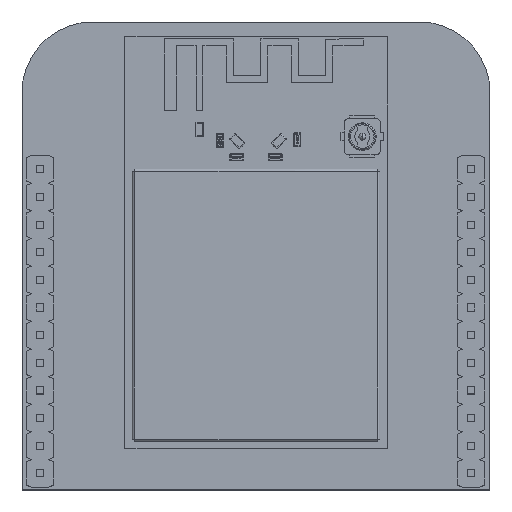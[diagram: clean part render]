
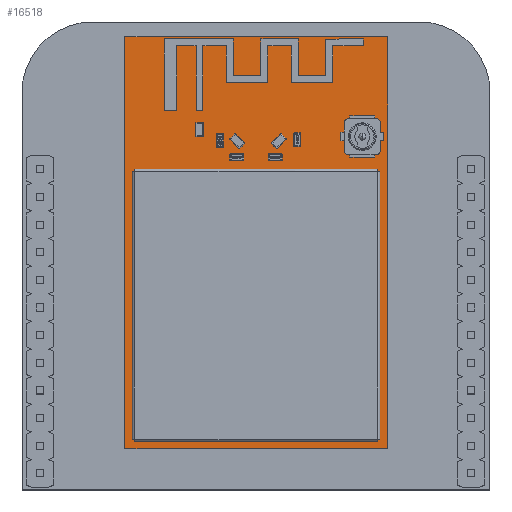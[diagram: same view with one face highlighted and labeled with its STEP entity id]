
A CAD part, top view. The second image highlights one B-rep face of the part: STEP entity #16518.
In plain terms, the highlighted planar face has unit normal (0, 0, 1).
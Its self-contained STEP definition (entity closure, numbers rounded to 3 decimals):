
#16224 = PLANE('',#16225);
#16225 = AXIS2_PLACEMENT_3D('',#16226,#16227,#16228);
#16226 = CARTESIAN_POINT('',(0.,29.8,0.));
#16227 = DIRECTION('',(1.,0.,0.));
#16228 = DIRECTION('',(0.,0.,-1.));
#16252 = PLANE('',#16253);
#16253 = AXIS2_PLACEMENT_3D('',#16254,#16255,#16256);
#16254 = CARTESIAN_POINT('',(19.,29.8,0.));
#16255 = DIRECTION('',(0.,-1.,0.));
#16256 = DIRECTION('',(0.,0.,-1.));
#16280 = PLANE('',#16281);
#16281 = AXIS2_PLACEMENT_3D('',#16282,#16283,#16284);
#16282 = CARTESIAN_POINT('',(19.,0.,0.));
#16283 = DIRECTION('',(-1.,0.,0.));
#16284 = DIRECTION('',(0.,0.,1.));
#16306 = PLANE('',#16307);
#16307 = AXIS2_PLACEMENT_3D('',#16308,#16309,#16310);
#16308 = CARTESIAN_POINT('',(0.,0.,0.));
#16309 = DIRECTION('',(0.,1.,0.));
#16310 = DIRECTION('',(0.,0.,1.));
#16321 = EDGE_CURVE('',#16322,#16324,#16326,.T.);
#16322 = VERTEX_POINT('',#16323);
#16323 = CARTESIAN_POINT('',(19.,29.8,1.273));
#16324 = VERTEX_POINT('',#16325);
#16325 = CARTESIAN_POINT('',(0.,29.8,1.273));
#16326 = SURFACE_CURVE('',#16327,(#16331,#16338),.PCURVE_S1.);
#16327 = LINE('',#16328,#16329);
#16328 = CARTESIAN_POINT('',(19.,29.8,1.273));
#16329 = VECTOR('',#16330,1.);
#16330 = DIRECTION('',(-1.,0.,0.));
#16331 = PCURVE('',#16252,#16332);
#16332 = DEFINITIONAL_REPRESENTATION('',(#16333),#16337);
#16333 = LINE('',#16334,#16335);
#16334 = CARTESIAN_POINT('',(-1.273,0.));
#16335 = VECTOR('',#16336,1.);
#16336 = DIRECTION('',(0.,-1.));
#16337 = ( GEOMETRIC_REPRESENTATION_CONTEXT(2) 
PARAMETRIC_REPRESENTATION_CONTEXT() REPRESENTATION_CONTEXT('2D SPACE',''
  ) );
#16338 = PCURVE('',#16339,#16344);
#16339 = PLANE('',#16340);
#16340 = AXIS2_PLACEMENT_3D('',#16341,#16342,#16343);
#16341 = CARTESIAN_POINT('',(0.,0.,1.273));
#16342 = DIRECTION('',(0.,0.,-1.));
#16343 = DIRECTION('',(-1.,0.,0.));
#16344 = DEFINITIONAL_REPRESENTATION('',(#16345),#16349);
#16345 = LINE('',#16346,#16347);
#16346 = CARTESIAN_POINT('',(-19.,29.8));
#16347 = VECTOR('',#16348,1.);
#16348 = DIRECTION('',(1.,0.));
#16349 = ( GEOMETRIC_REPRESENTATION_CONTEXT(2) 
PARAMETRIC_REPRESENTATION_CONTEXT() REPRESENTATION_CONTEXT('2D SPACE',''
  ) );
#16397 = EDGE_CURVE('',#16324,#16398,#16400,.T.);
#16398 = VERTEX_POINT('',#16399);
#16399 = CARTESIAN_POINT('',(0.,0.,1.273));
#16400 = SURFACE_CURVE('',#16401,(#16405,#16412),.PCURVE_S1.);
#16401 = LINE('',#16402,#16403);
#16402 = CARTESIAN_POINT('',(0.,29.8,1.273));
#16403 = VECTOR('',#16404,1.);
#16404 = DIRECTION('',(0.,-1.,0.));
#16405 = PCURVE('',#16224,#16406);
#16406 = DEFINITIONAL_REPRESENTATION('',(#16407),#16411);
#16407 = LINE('',#16408,#16409);
#16408 = CARTESIAN_POINT('',(-1.273,0.));
#16409 = VECTOR('',#16410,1.);
#16410 = DIRECTION('',(0.,-1.));
#16411 = ( GEOMETRIC_REPRESENTATION_CONTEXT(2) 
PARAMETRIC_REPRESENTATION_CONTEXT() REPRESENTATION_CONTEXT('2D SPACE',''
  ) );
#16412 = PCURVE('',#16339,#16413);
#16413 = DEFINITIONAL_REPRESENTATION('',(#16414),#16418);
#16414 = LINE('',#16415,#16416);
#16415 = CARTESIAN_POINT('',(0.,29.8));
#16416 = VECTOR('',#16417,1.);
#16417 = DIRECTION('',(0.,-1.));
#16418 = ( GEOMETRIC_REPRESENTATION_CONTEXT(2) 
PARAMETRIC_REPRESENTATION_CONTEXT() REPRESENTATION_CONTEXT('2D SPACE',''
  ) );
#16446 = EDGE_CURVE('',#16398,#16447,#16449,.T.);
#16447 = VERTEX_POINT('',#16448);
#16448 = CARTESIAN_POINT('',(19.,0.,1.273));
#16449 = SURFACE_CURVE('',#16450,(#16454,#16461),.PCURVE_S1.);
#16450 = LINE('',#16451,#16452);
#16451 = CARTESIAN_POINT('',(0.,0.,1.273));
#16452 = VECTOR('',#16453,1.);
#16453 = DIRECTION('',(1.,0.,0.));
#16454 = PCURVE('',#16306,#16455);
#16455 = DEFINITIONAL_REPRESENTATION('',(#16456),#16460);
#16456 = LINE('',#16457,#16458);
#16457 = CARTESIAN_POINT('',(1.273,0.));
#16458 = VECTOR('',#16459,1.);
#16459 = DIRECTION('',(0.,1.));
#16460 = ( GEOMETRIC_REPRESENTATION_CONTEXT(2) 
PARAMETRIC_REPRESENTATION_CONTEXT() REPRESENTATION_CONTEXT('2D SPACE',''
  ) );
#16461 = PCURVE('',#16339,#16462);
#16462 = DEFINITIONAL_REPRESENTATION('',(#16463),#16467);
#16463 = LINE('',#16464,#16465);
#16464 = CARTESIAN_POINT('',(0.,0.));
#16465 = VECTOR('',#16466,1.);
#16466 = DIRECTION('',(-1.,0.));
#16467 = ( GEOMETRIC_REPRESENTATION_CONTEXT(2) 
PARAMETRIC_REPRESENTATION_CONTEXT() REPRESENTATION_CONTEXT('2D SPACE',''
  ) );
#16495 = EDGE_CURVE('',#16447,#16322,#16496,.T.);
#16496 = SURFACE_CURVE('',#16497,(#16501,#16508),.PCURVE_S1.);
#16497 = LINE('',#16498,#16499);
#16498 = CARTESIAN_POINT('',(19.,0.,1.273));
#16499 = VECTOR('',#16500,1.);
#16500 = DIRECTION('',(0.,1.,0.));
#16501 = PCURVE('',#16280,#16502);
#16502 = DEFINITIONAL_REPRESENTATION('',(#16503),#16507);
#16503 = LINE('',#16504,#16505);
#16504 = CARTESIAN_POINT('',(1.273,0.));
#16505 = VECTOR('',#16506,1.);
#16506 = DIRECTION('',(0.,1.));
#16507 = ( GEOMETRIC_REPRESENTATION_CONTEXT(2) 
PARAMETRIC_REPRESENTATION_CONTEXT() REPRESENTATION_CONTEXT('2D SPACE',''
  ) );
#16508 = PCURVE('',#16339,#16509);
#16509 = DEFINITIONAL_REPRESENTATION('',(#16510),#16514);
#16510 = LINE('',#16511,#16512);
#16511 = CARTESIAN_POINT('',(-19.,0.));
#16512 = VECTOR('',#16513,1.);
#16513 = DIRECTION('',(0.,1.));
#16514 = ( GEOMETRIC_REPRESENTATION_CONTEXT(2) 
PARAMETRIC_REPRESENTATION_CONTEXT() REPRESENTATION_CONTEXT('2D SPACE',''
  ) );
#16518 = ADVANCED_FACE('',(#16519),#16339,.F.);
#16519 = FACE_BOUND('',#16520,.T.);
#16520 = EDGE_LOOP('',(#16521,#16522,#16523,#16524));
#16521 = ORIENTED_EDGE('',*,*,#16321,.T.);
#16522 = ORIENTED_EDGE('',*,*,#16397,.T.);
#16523 = ORIENTED_EDGE('',*,*,#16446,.T.);
#16524 = ORIENTED_EDGE('',*,*,#16495,.T.);
